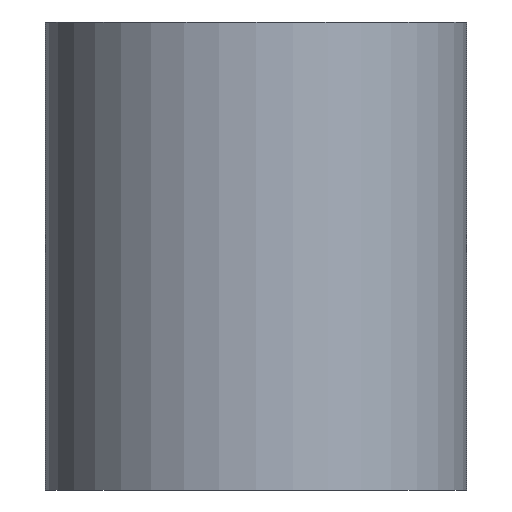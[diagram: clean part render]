
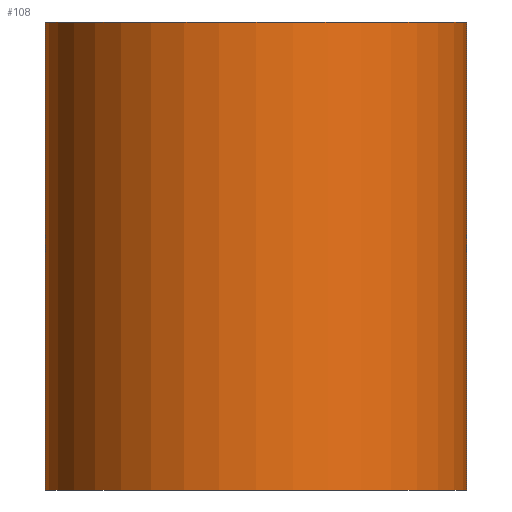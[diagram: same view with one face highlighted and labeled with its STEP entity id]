
A CAD part, front view. The second image highlights one B-rep face of the part: STEP entity #108.
In plain terms, the highlighted cylindrical face has radius 4.5 mm (diameter 9 mm), a partial arc.
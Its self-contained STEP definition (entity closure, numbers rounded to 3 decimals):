
#3 = VERTEX_POINT ( 'NONE', #199 ) ;
#7 = VERTEX_POINT ( 'NONE', #164 ) ;
#13 = ORIENTED_EDGE ( 'NONE', *, *, #143, .T. ) ;
#14 = EDGE_LOOP ( 'NONE', ( #51, #70, #13, #31 ) ) ;
#16 = LINE ( 'NONE', #195, #63 ) ;
#25 = VERTEX_POINT ( 'NONE', #171 ) ;
#31 = ORIENTED_EDGE ( 'NONE', *, *, #133, .T. ) ;
#34 = CIRCLE ( 'NONE', #150, 4.5 ) ;
#35 = VERTEX_POINT ( 'NONE', #216 ) ;
#43 = FACE_OUTER_BOUND ( 'NONE', #14, .T. ) ;
#51 = ORIENTED_EDGE ( 'NONE', *, *, #153, .F. ) ;
#53 = CYLINDRICAL_SURFACE ( 'NONE', #127, 4.5 ) ;
#58 = CIRCLE ( 'NONE', #147, 4.5 ) ;
#63 = VECTOR ( 'NONE', #180, 1000. ) ;
#70 = ORIENTED_EDGE ( 'NONE', *, *, #138, .F. ) ;
#91 = LINE ( 'NONE', #202, #99 ) ;
#99 = VECTOR ( 'NONE', #163, 1000. ) ;
#108 = ADVANCED_FACE ( 'NONE', ( #43 ), #53, .T. ) ;
#127 = AXIS2_PLACEMENT_3D ( 'NONE', #217, #175, #215 ) ;
#133 = EDGE_CURVE ( 'NONE', #35, #3, #34, .T. ) ;
#138 = EDGE_CURVE ( 'NONE', #25, #7, #58, .T. ) ;
#143 = EDGE_CURVE ( 'NONE', #25, #35, #16, .T. ) ;
#147 = AXIS2_PLACEMENT_3D ( 'NONE', #178, #176, #173 ) ;
#150 = AXIS2_PLACEMENT_3D ( 'NONE', #184, #182, #181 ) ;
#153 = EDGE_CURVE ( 'NONE', #7, #3, #91, .T. ) ;
#163 = DIRECTION ( 'NONE',  ( 0., 0., -1. ) ) ;
#164 = CARTESIAN_POINT ( 'NONE',  ( 4.5, 0., 10. ) ) ;
#171 = CARTESIAN_POINT ( 'NONE',  ( -4.5, 0., 10. ) ) ;
#173 = DIRECTION ( 'NONE',  ( 1., 0., 0. ) ) ;
#175 = DIRECTION ( 'NONE',  ( 0., 0., -1. ) ) ;
#176 = DIRECTION ( 'NONE',  ( 0., 0., 1. ) ) ;
#178 = CARTESIAN_POINT ( 'NONE',  ( 0., 0., 10. ) ) ;
#180 = DIRECTION ( 'NONE',  ( 0., 0., -1. ) ) ;
#181 = DIRECTION ( 'NONE',  ( 1., 0., 0. ) ) ;
#182 = DIRECTION ( 'NONE',  ( 0., 0., 1. ) ) ;
#184 = CARTESIAN_POINT ( 'NONE',  ( 0., 0., 0. ) ) ;
#195 = CARTESIAN_POINT ( 'NONE',  ( -4.5, 0., 10. ) ) ;
#199 = CARTESIAN_POINT ( 'NONE',  ( 4.5, 0., 0. ) ) ;
#202 = CARTESIAN_POINT ( 'NONE',  ( 4.5, 0., 10. ) ) ;
#215 = DIRECTION ( 'NONE',  ( -1., 0., 0. ) ) ;
#216 = CARTESIAN_POINT ( 'NONE',  ( -4.5, 0., 0. ) ) ;
#217 = CARTESIAN_POINT ( 'NONE',  ( 0., 0., 10. ) ) ;
